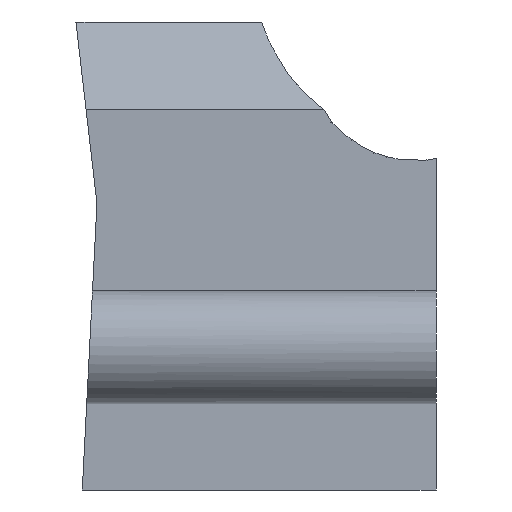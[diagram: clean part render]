
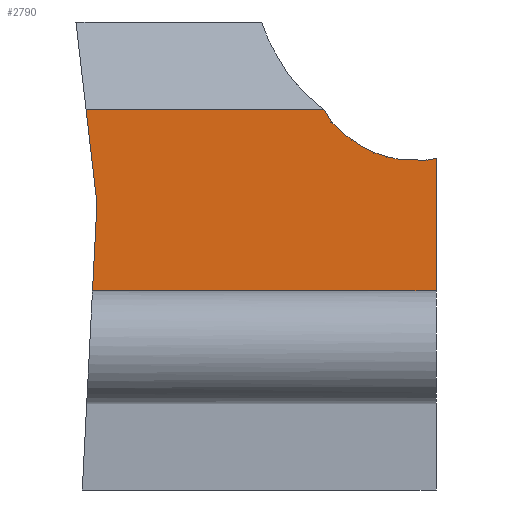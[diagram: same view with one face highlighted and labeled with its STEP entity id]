
A CAD part, left-side view. The second image highlights one B-rep face of the part: STEP entity #2790.
In plain terms, the highlighted planar face has unit normal (-1, 0, 0).
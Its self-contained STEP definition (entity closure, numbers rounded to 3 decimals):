
#18=PLANE('',#2997);
#227=FACE_OUTER_BOUND('',#431,.T.);
#431=EDGE_LOOP('',(#2071,#2072,#2073,#2074,#2075,#2076,#2077,#2078,#2079,
#2080,#2081,#2082,#2083,#2084,#2085,#2086,#2087,#2088));
#659=LINE('',#21061,#1049);
#674=LINE('',#21093,#1064);
#701=LINE('',#21147,#1091);
#702=LINE('',#21149,#1092);
#703=LINE('',#21151,#1093);
#704=LINE('',#21153,#1094);
#705=LINE('',#21155,#1095);
#706=LINE('',#21157,#1096);
#707=LINE('',#21159,#1097);
#708=LINE('',#21161,#1098);
#709=LINE('',#21163,#1099);
#710=LINE('',#21165,#1100);
#711=LINE('',#21167,#1101);
#712=LINE('',#21169,#1102);
#713=LINE('',#21171,#1103);
#714=LINE('',#21173,#1104);
#715=LINE('',#21174,#1105);
#716=LINE('',#21175,#1106);
#1049=VECTOR('',#3235,23.14);
#1064=VECTOR('',#3254,16.027);
#1091=VECTOR('',#3285,5.873);
#1092=VECTOR('',#3286,8.928);
#1093=VECTOR('',#3287,0.546);
#1094=VECTOR('',#3288,0.357);
#1095=VECTOR('',#3289,0.715);
#1096=VECTOR('',#3290,0.878);
#1097=VECTOR('',#3291,0.809);
#1098=VECTOR('',#3292,1.038);
#1099=VECTOR('',#3293,0.681);
#1100=VECTOR('',#3294,1.021);
#1101=VECTOR('',#3295,0.353);
#1102=VECTOR('',#3296,1.278);
#1103=VECTOR('',#3297,0.194);
#1104=VECTOR('',#3298,0.103);
#1105=VECTOR('',#3299,0.817);
#1106=VECTOR('',#3300,6.409);
#1439=VERTEX_POINT('',#21055);
#1441=VERTEX_POINT('',#21059);
#1455=VERTEX_POINT('',#21090);
#1456=VERTEX_POINT('',#21092);
#1481=VERTEX_POINT('',#21146);
#1482=VERTEX_POINT('',#21148);
#1483=VERTEX_POINT('',#21150);
#1484=VERTEX_POINT('',#21152);
#1485=VERTEX_POINT('',#21154);
#1486=VERTEX_POINT('',#21156);
#1487=VERTEX_POINT('',#21158);
#1488=VERTEX_POINT('',#21160);
#1489=VERTEX_POINT('',#21162);
#1490=VERTEX_POINT('',#21164);
#1491=VERTEX_POINT('',#21166);
#1492=VERTEX_POINT('',#21168);
#1493=VERTEX_POINT('',#21170);
#1494=VERTEX_POINT('',#21172);
#1633=EDGE_CURVE('',#1439,#1441,#659,.T.);
#1648=EDGE_CURVE('',#1456,#1455,#674,.T.);
#1675=EDGE_CURVE('',#1439,#1481,#701,.T.);
#1676=EDGE_CURVE('',#1482,#1441,#702,.T.);
#1677=EDGE_CURVE('',#1483,#1482,#703,.T.);
#1678=EDGE_CURVE('',#1484,#1483,#704,.T.);
#1679=EDGE_CURVE('',#1485,#1484,#705,.T.);
#1680=EDGE_CURVE('',#1486,#1485,#706,.T.);
#1681=EDGE_CURVE('',#1487,#1486,#707,.T.);
#1682=EDGE_CURVE('',#1488,#1487,#708,.T.);
#1683=EDGE_CURVE('',#1489,#1488,#709,.T.);
#1684=EDGE_CURVE('',#1490,#1489,#710,.T.);
#1685=EDGE_CURVE('',#1491,#1490,#711,.T.);
#1686=EDGE_CURVE('',#1492,#1491,#712,.T.);
#1687=EDGE_CURVE('',#1493,#1492,#713,.T.);
#1688=EDGE_CURVE('',#1494,#1493,#714,.T.);
#1689=EDGE_CURVE('',#1456,#1494,#715,.T.);
#1690=EDGE_CURVE('',#1481,#1455,#716,.T.);
#2071=ORIENTED_EDGE('',*,*,#1675,.F.);
#2072=ORIENTED_EDGE('',*,*,#1633,.T.);
#2073=ORIENTED_EDGE('',*,*,#1676,.F.);
#2074=ORIENTED_EDGE('',*,*,#1677,.F.);
#2075=ORIENTED_EDGE('',*,*,#1678,.F.);
#2076=ORIENTED_EDGE('',*,*,#1679,.F.);
#2077=ORIENTED_EDGE('',*,*,#1680,.F.);
#2078=ORIENTED_EDGE('',*,*,#1681,.F.);
#2079=ORIENTED_EDGE('',*,*,#1682,.F.);
#2080=ORIENTED_EDGE('',*,*,#1683,.F.);
#2081=ORIENTED_EDGE('',*,*,#1684,.F.);
#2082=ORIENTED_EDGE('',*,*,#1685,.F.);
#2083=ORIENTED_EDGE('',*,*,#1686,.F.);
#2084=ORIENTED_EDGE('',*,*,#1687,.F.);
#2085=ORIENTED_EDGE('',*,*,#1688,.F.);
#2086=ORIENTED_EDGE('',*,*,#1689,.F.);
#2087=ORIENTED_EDGE('',*,*,#1648,.T.);
#2088=ORIENTED_EDGE('',*,*,#1690,.F.);
#2790=ADVANCED_FACE('',(#227),#18,.T.);
#2997=AXIS2_PLACEMENT_3D('',#21145,#3283,#3284);
#3235=DIRECTION('',(0.,-1.,0.));
#3254=DIRECTION('',(0.,1.,0.));
#3283=DIRECTION('center_axis',(-1.,0.,0.));
#3284=DIRECTION('ref_axis',(0.,0.,1.));
#3285=DIRECTION('',(0.,-0.051,0.999));
#3286=DIRECTION('',(0.,0.,-1.));
#3287=DIRECTION('',(0.,-0.988,0.154));
#3288=DIRECTION('',(0.,-0.983,0.181));
#3289=DIRECTION('',(0.,-0.992,-0.126));
#3290=DIRECTION('',(0.,-1.,0.004));
#3291=DIRECTION('',(0.,-0.979,-0.203));
#3292=DIRECTION('',(0.,-0.948,-0.318));
#3293=DIRECTION('',(0.,-0.896,-0.443));
#3294=DIRECTION('',(0.,-0.838,-0.545));
#3295=DIRECTION('',(0.,-0.792,-0.61));
#3296=DIRECTION('',(0.,-0.735,-0.678));
#3297=DIRECTION('',(0.,-0.671,-0.742));
#3298=DIRECTION('',(0.,-0.55,-0.835));
#3299=DIRECTION('',(0.,-0.513,-0.858));
#3300=DIRECTION('',(0.,0.115,0.993));
#21055=CARTESIAN_POINT('',(-9.8,-72.986,-173.783));
#21059=CARTESIAN_POINT('',(-9.8,-96.125,-173.783));
#21061=CARTESIAN_POINT('',(-9.8,-96.125,-173.783));
#21090=CARTESIAN_POINT('',(-9.8,-72.551,-161.55));
#21092=CARTESIAN_POINT('',(-9.8,-88.578,-161.55));
#21093=CARTESIAN_POINT('',(-9.8,-96.125,-161.55));
#21145=CARTESIAN_POINT('Origin',(-9.8,-96.125,-173.783));
#21146=CARTESIAN_POINT('',(-9.8,-73.286,-167.917));
#21147=CARTESIAN_POINT('',(-9.8,-73.076,-172.015));
#21148=CARTESIAN_POINT('',(-9.8,-96.125,-164.855));
#21149=CARTESIAN_POINT('',(-9.8,-96.125,-167.825));
#21150=CARTESIAN_POINT('',(-9.8,-95.586,-164.939));
#21151=CARTESIAN_POINT('',(-9.8,-94.992,-165.031));
#21152=CARTESIAN_POINT('',(-9.8,-95.234,-165.004));
#21153=CARTESIAN_POINT('',(-9.8,-95.628,-164.931));
#21154=CARTESIAN_POINT('',(-9.8,-94.525,-164.913));
#21155=CARTESIAN_POINT('',(-9.8,-95.623,-165.053));
#21156=CARTESIAN_POINT('',(-9.8,-93.647,-164.917));
#21157=CARTESIAN_POINT('',(-9.8,-95.604,-164.909));
#21158=CARTESIAN_POINT('',(-9.8,-92.855,-164.753));
#21159=CARTESIAN_POINT('',(-9.8,-94.961,-165.189));
#21160=CARTESIAN_POINT('',(-9.8,-91.871,-164.422));
#21161=CARTESIAN_POINT('',(-9.8,-95.938,-165.787));
#21162=CARTESIAN_POINT('',(-9.8,-91.26,-164.12));
#21163=CARTESIAN_POINT('',(-9.8,-94.971,-165.956));
#21164=CARTESIAN_POINT('',(-9.8,-90.404,-163.563));
#21165=CARTESIAN_POINT('',(-9.8,-95.266,-166.726));
#21166=CARTESIAN_POINT('',(-9.8,-90.124,-163.348));
#21167=CARTESIAN_POINT('',(-9.8,-94.58,-166.78));
#21168=CARTESIAN_POINT('',(-9.8,-89.184,-162.482));
#21169=CARTESIAN_POINT('',(-9.8,-94.318,-167.213));
#21170=CARTESIAN_POINT('',(-9.8,-89.054,-162.338));
#21171=CARTESIAN_POINT('',(-9.8,-93.506,-167.259));
#21172=CARTESIAN_POINT('',(-9.8,-88.997,-162.252));
#21173=CARTESIAN_POINT('',(-9.8,-92.305,-167.271));
#21174=CARTESIAN_POINT('',(-9.8,-92.309,-167.796));
#21175=CARTESIAN_POINT('',(-9.8,-73.411,-168.999));
